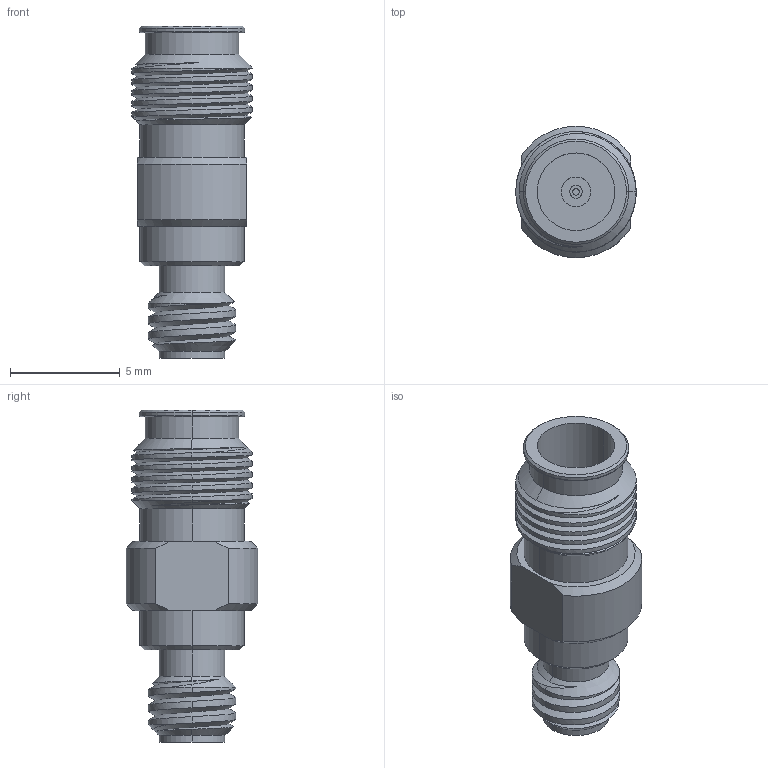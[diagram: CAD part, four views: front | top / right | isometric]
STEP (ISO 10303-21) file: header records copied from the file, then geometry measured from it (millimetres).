
FILE_DESCRIPTION (( 'STEP AP203' ), '1' );
FILE_NAME ('CT-EF1F-LN2.STEP', '2020-09-25T19:10:26', ( '' ), ( '' ), 'SwSTEP 2.0', 'SolidWorks 2020', '' );
FILE_SCHEMA (( 'CONFIG_CONTROL_DESIGN' ));
Length unit declared in the file: inch
Products named in the file (3): CT-EF1F-LN2; 1.35-1.0-KK-S.STEP; 1.0-1.35-KK-034.STEP
Assembly tree (2 placements, depth 3):
  CT-EF1F-LN2
    1.35-1.0-KK-S.STEP
      1.0-1.35-KK-034.STEP
Bounding box: 5.5 x 6 x 15.15 mm (x, y, z)
Volume: 230.7 mm3; surface area: 386.7 mm2
Topology: 2 solids, 2 shells, 93 faces, 212 edges, 135 vertices
Faces by surface type: cylinder 49, cone 20, plane 18, bspline 4, torus 2
Entity records: 4587 total; most frequent: CARTESIAN_POINT 2266, DIRECTION 429, ORIENTED_EDGE 424, EDGE_CURVE 212, AXIS2_PLACEMENT_3D 180, VERTEX_POINT 135, EDGE_LOOP 105, FACE_OUTER_BOUND 93
